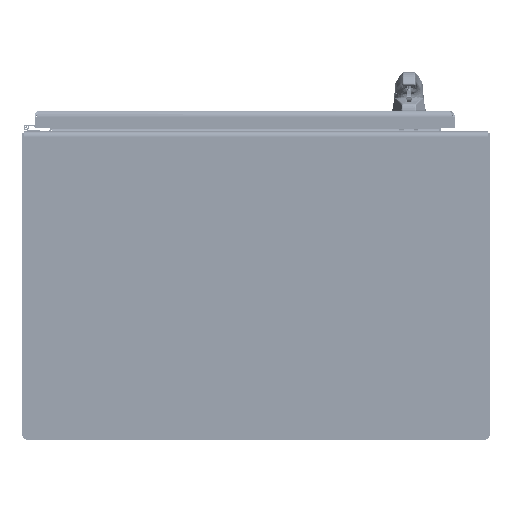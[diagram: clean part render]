
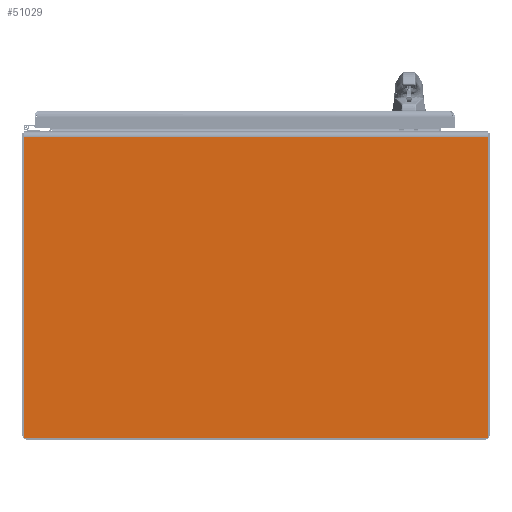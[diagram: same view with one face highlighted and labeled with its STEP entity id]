
A CAD part, front view. The second image highlights one B-rep face of the part: STEP entity #51029.
In plain terms, the highlighted face is planar.
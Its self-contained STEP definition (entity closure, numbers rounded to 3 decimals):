
#2997=PLANE('',#54421);
#4457=FACE_OUTER_BOUND('',#7702,.T.);
#7702=EDGE_LOOP('',(#35047,#35048,#35049,#35050));
#11671=LINE('',#76834,#15653);
#11676=LINE('',#76848,#15658);
#11678=LINE('',#76853,#15660);
#11680=LINE('',#76857,#15662);
#15653=VECTOR('',#60940,17.667);
#15658=VECTOR('',#60951,17.667);
#15660=VECTOR('',#60959,27.292);
#15662=VECTOR('',#60965,27.292);
#22262=VERTEX_POINT('',#76831);
#22263=VERTEX_POINT('',#76833);
#22268=VERTEX_POINT('',#76845);
#22269=VERTEX_POINT('',#76847);
#27164=EDGE_CURVE('',#22262,#22263,#11671,.T.);
#27171=EDGE_CURVE('',#22268,#22269,#11676,.T.);
#27174=EDGE_CURVE('',#22262,#22269,#11678,.T.);
#27176=EDGE_CURVE('',#22263,#22268,#11680,.T.);
#35047=ORIENTED_EDGE('',*,*,#27174,.T.);
#35048=ORIENTED_EDGE('',*,*,#27171,.F.);
#35049=ORIENTED_EDGE('',*,*,#27176,.F.);
#35050=ORIENTED_EDGE('',*,*,#27164,.F.);
#51029=ADVANCED_FACE('',(#4457),#2997,.F.);
#54421=AXIS2_PLACEMENT_3D('',#76858,#60966,#60967);
#60940=DIRECTION('',(0.,-1.,0.));
#60951=DIRECTION('',(0.,1.,0.));
#60959=DIRECTION('',(1.,0.,0.));
#60965=DIRECTION('',(1.,0.,0.));
#60966=DIRECTION('center_axis',(0.,0.,1.));
#60967=DIRECTION('ref_axis',(1.,0.,0.));
#76831=CARTESIAN_POINT('',(0.,17.667,0.));
#76833=CARTESIAN_POINT('',(0.,0.,0.));
#76834=CARTESIAN_POINT('',(0.,17.917,0.));
#76845=CARTESIAN_POINT('',(27.292,0.,0.));
#76847=CARTESIAN_POINT('',(27.292,17.667,0.));
#76848=CARTESIAN_POINT('',(27.292,0.,0.));
#76853=CARTESIAN_POINT('',(6.823,17.667,0.));
#76857=CARTESIAN_POINT('',(0.,0.,0.));
#76858=CARTESIAN_POINT('Origin',(13.646,8.959,0.));
